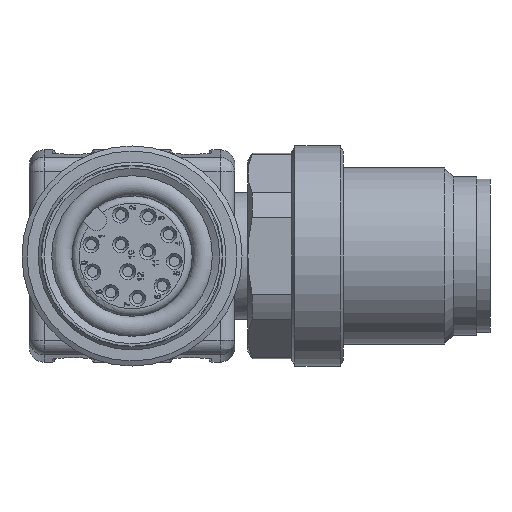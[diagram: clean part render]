
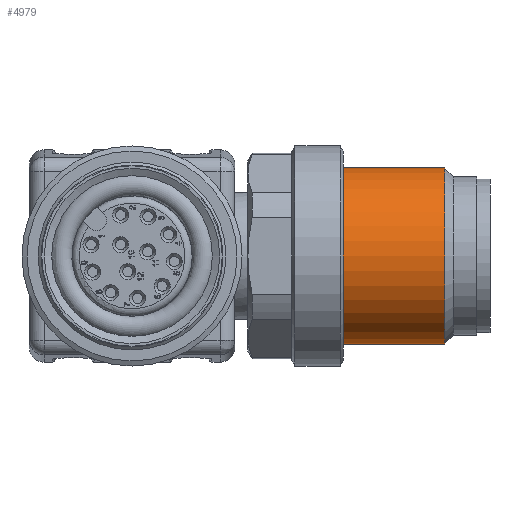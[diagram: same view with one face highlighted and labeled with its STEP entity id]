
A CAD part, left-side view. The second image highlights one B-rep face of the part: STEP entity #4979.
In plain terms, the highlighted cylindrical face has radius 6 mm (diameter 12 mm), a full revolution.
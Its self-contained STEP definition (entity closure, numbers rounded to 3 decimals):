
#4979=ADVANCED_FACE('',(#5602,#5603),#5382,.T.);
#5382=CYLINDRICAL_SURFACE('',#15241,6.);
#5602=FACE_BOUND('',#6384,.T.);
#5603=FACE_BOUND('',#6385,.T.);
#6384=EDGE_LOOP('',(#9414));
#6385=EDGE_LOOP('',(#9415));
#9414=ORIENTED_EDGE('',*,*,#13342,.F.);
#9415=ORIENTED_EDGE('',*,*,#13343,.T.);
#11556=VERTEX_POINT('',#25073);
#11557=VERTEX_POINT('',#25076);
#13342=EDGE_CURVE('',#11556,#11556,#14353,.T.);
#13343=EDGE_CURVE('',#11557,#11557,#14354,.T.);
#14353=CIRCLE('',#15238,6.);
#14354=CIRCLE('',#15240,6.);
#15238=AXIS2_PLACEMENT_3D('',#25072,#17842,#17843);
#15240=AXIS2_PLACEMENT_3D('',#25075,#17846,#17847);
#15241=AXIS2_PLACEMENT_3D('',#25077,#17848,#17849);
#17842=DIRECTION('',(0.,-1.,0.));
#17843=DIRECTION('',(0.5,0.,-0.866));
#17846=DIRECTION('',(0.,-1.,0.));
#17847=DIRECTION('',(0.866,0.,-0.5));
#17848=DIRECTION('',(0.,-1.,0.));
#17849=DIRECTION('',(-0.5,0.,0.866));
#25072=CARTESIAN_POINT('',(174.601,-21.3,0.));
#25073=CARTESIAN_POINT('',(177.601,-21.3,-5.196));
#25075=CARTESIAN_POINT('',(174.601,-14.4,0.));
#25076=CARTESIAN_POINT('',(179.797,-14.4,-3.));
#25077=CARTESIAN_POINT('',(174.601,-23.4,0.));
